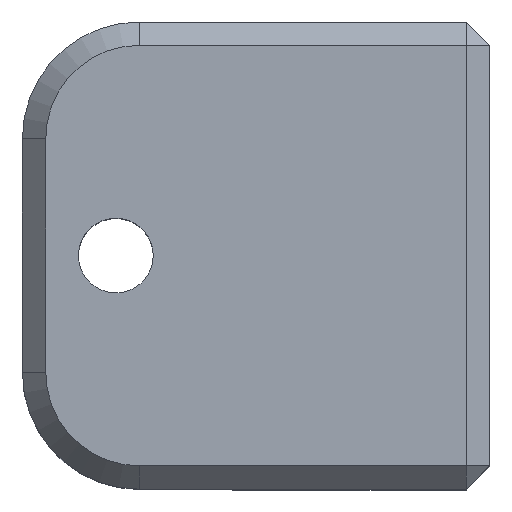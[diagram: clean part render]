
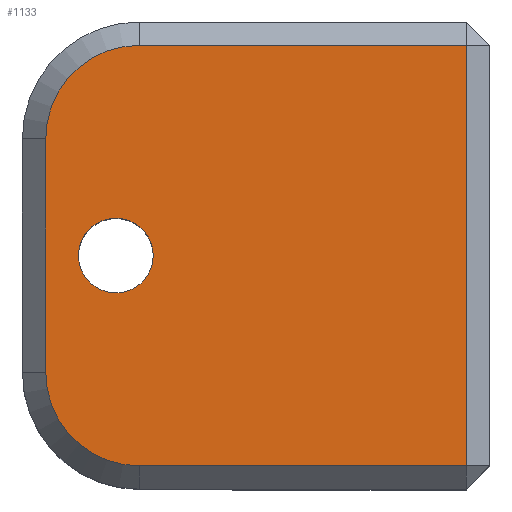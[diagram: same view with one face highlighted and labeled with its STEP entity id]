
A CAD part, top view. The second image highlights one B-rep face of the part: STEP entity #1133.
In plain terms, the highlighted planar face has unit normal (0, 0, 1).
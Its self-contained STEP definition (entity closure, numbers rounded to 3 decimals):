
#210 = PLANE('',#211);
#211 = AXIS2_PLACEMENT_3D('',#212,#213,#214);
#212 = CARTESIAN_POINT('',(20.,-9.5,19.5));
#213 = DIRECTION('',(0.,-0.707,0.707));
#214 = DIRECTION('',(1.,0.,0.));
#298 = CONICAL_SURFACE('',#299,5.,0.785);
#299 = AXIS2_PLACEMENT_3D('',#300,#301,#302);
#300 = CARTESIAN_POINT('',(5.,-5.,19.));
#301 = DIRECTION('',(0.,0.,-1.));
#302 = DIRECTION('',(0.,-1.,0.));
#391 = VERTEX_POINT('',#392);
#392 = CARTESIAN_POINT('',(5.,-9.,20.));
#413 = EDGE_CURVE('',#414,#391,#416,.T.);
#414 = VERTEX_POINT('',#415);
#415 = CARTESIAN_POINT('',(19.,-9.,20.));
#416 = SURFACE_CURVE('',#417,(#421,#428),.PCURVE_S1.);
#417 = LINE('',#418,#419);
#418 = CARTESIAN_POINT('',(20.,-9.,20.));
#419 = VECTOR('',#420,1.);
#420 = DIRECTION('',(-1.,0.,0.));
#421 = PCURVE('',#210,#422);
#422 = DEFINITIONAL_REPRESENTATION('',(#423),#427);
#423 = LINE('',#424,#425);
#424 = CARTESIAN_POINT('',(0.,0.707));
#425 = VECTOR('',#426,1.);
#426 = DIRECTION('',(-1.,0.));
#427 = ( GEOMETRIC_REPRESENTATION_CONTEXT(2) 
PARAMETRIC_REPRESENTATION_CONTEXT() REPRESENTATION_CONTEXT('2D SPACE',''
  ) );
#428 = PCURVE('',#429,#434);
#429 = PLANE('',#430);
#430 = AXIS2_PLACEMENT_3D('',#431,#432,#433);
#431 = CARTESIAN_POINT('',(0.,-10.,20.));
#432 = DIRECTION('',(0.,0.,1.));
#433 = DIRECTION('',(0.,1.,0.));
#434 = DEFINITIONAL_REPRESENTATION('',(#435),#439);
#435 = LINE('',#436,#437);
#436 = CARTESIAN_POINT('',(1.,-20.));
#437 = VECTOR('',#438,1.);
#438 = DIRECTION('',(0.,1.));
#439 = ( GEOMETRIC_REPRESENTATION_CONTEXT(2) 
PARAMETRIC_REPRESENTATION_CONTEXT() REPRESENTATION_CONTEXT('2D SPACE',''
  ) );
#833 = VERTEX_POINT('',#834);
#834 = CARTESIAN_POINT('',(1.,-5.,20.));
#848 = PLANE('',#849);
#849 = AXIS2_PLACEMENT_3D('',#850,#851,#852);
#850 = CARTESIAN_POINT('',(0.5,-5.,19.5));
#851 = DIRECTION('',(-0.707,0.,0.707));
#852 = DIRECTION('',(0.,-1.,0.));
#860 = EDGE_CURVE('',#391,#833,#861,.T.);
#861 = SURFACE_CURVE('',#862,(#867,#874),.PCURVE_S1.);
#862 = CIRCLE('',#863,4.);
#863 = AXIS2_PLACEMENT_3D('',#864,#865,#866);
#864 = CARTESIAN_POINT('',(5.,-5.,20.));
#865 = DIRECTION('',(0.,0.,-1.));
#866 = DIRECTION('',(0.,-1.,0.));
#867 = PCURVE('',#298,#868);
#868 = DEFINITIONAL_REPRESENTATION('',(#869),#873);
#869 = LINE('',#870,#871);
#870 = CARTESIAN_POINT('',(0.,-1.));
#871 = VECTOR('',#872,1.);
#872 = DIRECTION('',(1.,-0.));
#873 = ( GEOMETRIC_REPRESENTATION_CONTEXT(2) 
PARAMETRIC_REPRESENTATION_CONTEXT() REPRESENTATION_CONTEXT('2D SPACE',''
  ) );
#874 = PCURVE('',#429,#875);
#875 = DEFINITIONAL_REPRESENTATION('',(#876),#884);
#876 = ( BOUNDED_CURVE() B_SPLINE_CURVE(2,(#877,#878,#879,#880,#881,#882
,#883),.UNSPECIFIED.,.T.,.F.) B_SPLINE_CURVE_WITH_KNOTS((1,2,2,2,2,1),(
    -2.094,0.,2.094,4.189,6.283,
8.378),.UNSPECIFIED.) CURVE() GEOMETRIC_REPRESENTATION_ITEM() 
RATIONAL_B_SPLINE_CURVE((1.,0.5,1.,0.5,1.,0.5,1.)) REPRESENTATION_ITEM(
  '') );
#877 = CARTESIAN_POINT('',(1.,-5.));
#878 = CARTESIAN_POINT('',(1.,1.928));
#879 = CARTESIAN_POINT('',(7.,-1.536));
#880 = CARTESIAN_POINT('',(13.,-5.));
#881 = CARTESIAN_POINT('',(7.,-8.464));
#882 = CARTESIAN_POINT('',(1.,-11.928));
#883 = CARTESIAN_POINT('',(1.,-5.));
#884 = ( GEOMETRIC_REPRESENTATION_CONTEXT(2) 
PARAMETRIC_REPRESENTATION_CONTEXT() REPRESENTATION_CONTEXT('2D SPACE',''
  ) );
#1091 = CYLINDRICAL_SURFACE('',#1092,1.6);
#1092 = AXIS2_PLACEMENT_3D('',#1093,#1094,#1095);
#1093 = CARTESIAN_POINT('',(4.,0.,5.));
#1094 = DIRECTION('',(0.,0.,1.));
#1095 = DIRECTION('',(1.,0.,0.));
#1120 = PLANE('',#1121);
#1121 = AXIS2_PLACEMENT_3D('',#1122,#1123,#1124);
#1122 = CARTESIAN_POINT('',(19.5,-10.,19.5));
#1123 = DIRECTION('',(-0.707,0.,-0.707));
#1124 = DIRECTION('',(0.,1.,0.));
#1133 = ADVANCED_FACE('',(#1134,#1243),#429,.T.);
#1134 = FACE_BOUND('',#1135,.T.);
#1135 = EDGE_LOOP('',(#1136,#1137,#1160,#1188,#1221,#1242));
#1136 = ORIENTED_EDGE('',*,*,#413,.F.);
#1137 = ORIENTED_EDGE('',*,*,#1138,.T.);
#1138 = EDGE_CURVE('',#414,#1139,#1141,.T.);
#1139 = VERTEX_POINT('',#1140);
#1140 = CARTESIAN_POINT('',(19.,9.,20.));
#1141 = SURFACE_CURVE('',#1142,(#1146,#1153),.PCURVE_S1.);
#1142 = LINE('',#1143,#1144);
#1143 = CARTESIAN_POINT('',(19.,-10.,20.));
#1144 = VECTOR('',#1145,1.);
#1145 = DIRECTION('',(0.,1.,0.));
#1146 = PCURVE('',#429,#1147);
#1147 = DEFINITIONAL_REPRESENTATION('',(#1148),#1152);
#1148 = LINE('',#1149,#1150);
#1149 = CARTESIAN_POINT('',(0.,-19.));
#1150 = VECTOR('',#1151,1.);
#1151 = DIRECTION('',(1.,0.));
#1152 = ( GEOMETRIC_REPRESENTATION_CONTEXT(2) 
PARAMETRIC_REPRESENTATION_CONTEXT() REPRESENTATION_CONTEXT('2D SPACE',''
  ) );
#1153 = PCURVE('',#1120,#1154);
#1154 = DEFINITIONAL_REPRESENTATION('',(#1155),#1159);
#1155 = LINE('',#1156,#1157);
#1156 = CARTESIAN_POINT('',(0.,-0.707));
#1157 = VECTOR('',#1158,1.);
#1158 = DIRECTION('',(1.,0.));
#1159 = ( GEOMETRIC_REPRESENTATION_CONTEXT(2) 
PARAMETRIC_REPRESENTATION_CONTEXT() REPRESENTATION_CONTEXT('2D SPACE',''
  ) );
#1160 = ORIENTED_EDGE('',*,*,#1161,.F.);
#1161 = EDGE_CURVE('',#1162,#1139,#1164,.T.);
#1162 = VERTEX_POINT('',#1163);
#1163 = CARTESIAN_POINT('',(5.,9.,20.));
#1164 = SURFACE_CURVE('',#1165,(#1169,#1176),.PCURVE_S1.);
#1165 = LINE('',#1166,#1167);
#1166 = CARTESIAN_POINT('',(5.,9.,20.));
#1167 = VECTOR('',#1168,1.);
#1168 = DIRECTION('',(1.,0.,0.));
#1169 = PCURVE('',#429,#1170);
#1170 = DEFINITIONAL_REPRESENTATION('',(#1171),#1175);
#1171 = LINE('',#1172,#1173);
#1172 = CARTESIAN_POINT('',(19.,-5.));
#1173 = VECTOR('',#1174,1.);
#1174 = DIRECTION('',(0.,-1.));
#1175 = ( GEOMETRIC_REPRESENTATION_CONTEXT(2) 
PARAMETRIC_REPRESENTATION_CONTEXT() REPRESENTATION_CONTEXT('2D SPACE',''
  ) );
#1176 = PCURVE('',#1177,#1182);
#1177 = PLANE('',#1178);
#1178 = AXIS2_PLACEMENT_3D('',#1179,#1180,#1181);
#1179 = CARTESIAN_POINT('',(5.,9.5,19.5));
#1180 = DIRECTION('',(0.,0.707,0.707));
#1181 = DIRECTION('',(-1.,0.,0.));
#1182 = DEFINITIONAL_REPRESENTATION('',(#1183),#1187);
#1183 = LINE('',#1184,#1185);
#1184 = CARTESIAN_POINT('',(0.,0.707));
#1185 = VECTOR('',#1186,1.);
#1186 = DIRECTION('',(-1.,0.));
#1187 = ( GEOMETRIC_REPRESENTATION_CONTEXT(2) 
PARAMETRIC_REPRESENTATION_CONTEXT() REPRESENTATION_CONTEXT('2D SPACE',''
  ) );
#1188 = ORIENTED_EDGE('',*,*,#1189,.F.);
#1189 = EDGE_CURVE('',#1190,#1162,#1192,.T.);
#1190 = VERTEX_POINT('',#1191);
#1191 = CARTESIAN_POINT('',(1.,5.,20.));
#1192 = SURFACE_CURVE('',#1193,(#1198,#1209),.PCURVE_S1.);
#1193 = CIRCLE('',#1194,4.);
#1194 = AXIS2_PLACEMENT_3D('',#1195,#1196,#1197);
#1195 = CARTESIAN_POINT('',(5.,5.,20.));
#1196 = DIRECTION('',(0.,0.,-1.));
#1197 = DIRECTION('',(-1.,0.,0.));
#1198 = PCURVE('',#429,#1199);
#1199 = DEFINITIONAL_REPRESENTATION('',(#1200),#1208);
#1200 = ( BOUNDED_CURVE() B_SPLINE_CURVE(2,(#1201,#1202,#1203,#1204,
#1205,#1206,#1207),.UNSPECIFIED.,.T.,.F.) B_SPLINE_CURVE_WITH_KNOTS((1,2
    ,2,2,2,1),(-2.094,0.,2.094,4.189,
6.283,8.378),.UNSPECIFIED.) CURVE() 
GEOMETRIC_REPRESENTATION_ITEM() RATIONAL_B_SPLINE_CURVE((1.,0.5,1.,0.5,
1.,0.5,1.)) REPRESENTATION_ITEM('') );
#1201 = CARTESIAN_POINT('',(15.,-1.));
#1202 = CARTESIAN_POINT('',(21.928,-1.));
#1203 = CARTESIAN_POINT('',(18.464,-7.));
#1204 = CARTESIAN_POINT('',(15.,-13.));
#1205 = CARTESIAN_POINT('',(11.536,-7.));
#1206 = CARTESIAN_POINT('',(8.072,-1.));
#1207 = CARTESIAN_POINT('',(15.,-1.));
#1208 = ( GEOMETRIC_REPRESENTATION_CONTEXT(2) 
PARAMETRIC_REPRESENTATION_CONTEXT() REPRESENTATION_CONTEXT('2D SPACE',''
  ) );
#1209 = PCURVE('',#1210,#1215);
#1210 = CONICAL_SURFACE('',#1211,5.,0.785);
#1211 = AXIS2_PLACEMENT_3D('',#1212,#1213,#1214);
#1212 = CARTESIAN_POINT('',(5.,5.,19.));
#1213 = DIRECTION('',(0.,0.,-1.));
#1214 = DIRECTION('',(-1.,0.,0.));
#1215 = DEFINITIONAL_REPRESENTATION('',(#1216),#1220);
#1216 = LINE('',#1217,#1218);
#1217 = CARTESIAN_POINT('',(0.,-1.));
#1218 = VECTOR('',#1219,1.);
#1219 = DIRECTION('',(1.,-0.));
#1220 = ( GEOMETRIC_REPRESENTATION_CONTEXT(2) 
PARAMETRIC_REPRESENTATION_CONTEXT() REPRESENTATION_CONTEXT('2D SPACE',''
  ) );
#1221 = ORIENTED_EDGE('',*,*,#1222,.F.);
#1222 = EDGE_CURVE('',#833,#1190,#1223,.T.);
#1223 = SURFACE_CURVE('',#1224,(#1228,#1235),.PCURVE_S1.);
#1224 = LINE('',#1225,#1226);
#1225 = CARTESIAN_POINT('',(1.,-5.,20.));
#1226 = VECTOR('',#1227,1.);
#1227 = DIRECTION('',(0.,1.,0.));
#1228 = PCURVE('',#429,#1229);
#1229 = DEFINITIONAL_REPRESENTATION('',(#1230),#1234);
#1230 = LINE('',#1231,#1232);
#1231 = CARTESIAN_POINT('',(5.,-1.));
#1232 = VECTOR('',#1233,1.);
#1233 = DIRECTION('',(1.,0.));
#1234 = ( GEOMETRIC_REPRESENTATION_CONTEXT(2) 
PARAMETRIC_REPRESENTATION_CONTEXT() REPRESENTATION_CONTEXT('2D SPACE',''
  ) );
#1235 = PCURVE('',#848,#1236);
#1236 = DEFINITIONAL_REPRESENTATION('',(#1237),#1241);
#1237 = LINE('',#1238,#1239);
#1238 = CARTESIAN_POINT('',(0.,0.707));
#1239 = VECTOR('',#1240,1.);
#1240 = DIRECTION('',(-1.,0.));
#1241 = ( GEOMETRIC_REPRESENTATION_CONTEXT(2) 
PARAMETRIC_REPRESENTATION_CONTEXT() REPRESENTATION_CONTEXT('2D SPACE',''
  ) );
#1242 = ORIENTED_EDGE('',*,*,#860,.F.);
#1243 = FACE_BOUND('',#1244,.T.);
#1244 = EDGE_LOOP('',(#1245));
#1245 = ORIENTED_EDGE('',*,*,#1246,.F.);
#1246 = EDGE_CURVE('',#1247,#1247,#1249,.T.);
#1247 = VERTEX_POINT('',#1248);
#1248 = CARTESIAN_POINT('',(5.6,0.,20.));
#1249 = SURFACE_CURVE('',#1250,(#1255,#1262),.PCURVE_S1.);
#1250 = CIRCLE('',#1251,1.6);
#1251 = AXIS2_PLACEMENT_3D('',#1252,#1253,#1254);
#1252 = CARTESIAN_POINT('',(4.,0.,20.));
#1253 = DIRECTION('',(0.,0.,1.));
#1254 = DIRECTION('',(1.,0.,0.));
#1255 = PCURVE('',#429,#1256);
#1256 = DEFINITIONAL_REPRESENTATION('',(#1257),#1261);
#1257 = CIRCLE('',#1258,1.6);
#1258 = AXIS2_PLACEMENT_2D('',#1259,#1260);
#1259 = CARTESIAN_POINT('',(10.,-4.));
#1260 = DIRECTION('',(0.,-1.));
#1261 = ( GEOMETRIC_REPRESENTATION_CONTEXT(2) 
PARAMETRIC_REPRESENTATION_CONTEXT() REPRESENTATION_CONTEXT('2D SPACE',''
  ) );
#1262 = PCURVE('',#1091,#1263);
#1263 = DEFINITIONAL_REPRESENTATION('',(#1264),#1268);
#1264 = LINE('',#1265,#1266);
#1265 = CARTESIAN_POINT('',(0.,15.));
#1266 = VECTOR('',#1267,1.);
#1267 = DIRECTION('',(1.,0.));
#1268 = ( GEOMETRIC_REPRESENTATION_CONTEXT(2) 
PARAMETRIC_REPRESENTATION_CONTEXT() REPRESENTATION_CONTEXT('2D SPACE',''
  ) );
